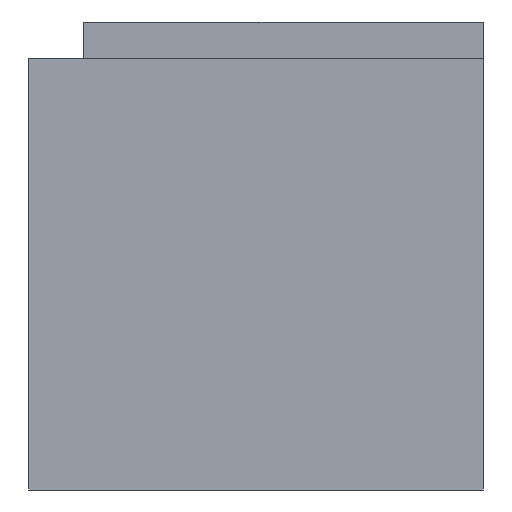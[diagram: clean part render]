
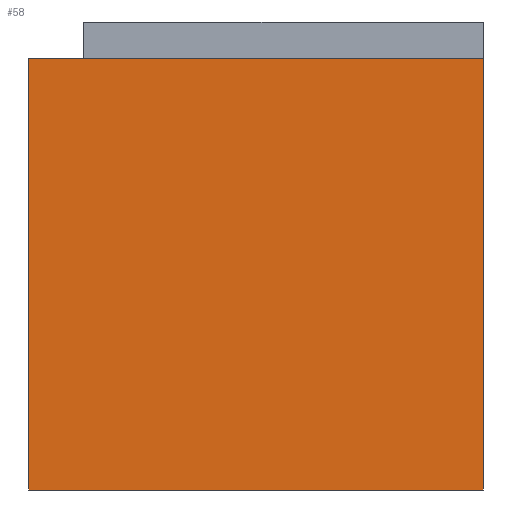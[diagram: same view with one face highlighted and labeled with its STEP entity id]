
A CAD part, left-side view. The second image highlights one B-rep face of the part: STEP entity #58.
In plain terms, the highlighted planar face has unit normal (-1, 0, 0).
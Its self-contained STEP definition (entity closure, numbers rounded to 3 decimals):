
#58 = ADVANCED_FACE( '', ( #132 ), #133, .T. );
#132 = FACE_OUTER_BOUND( '', #227, .T. );
#133 = PLANE( '', #228 );
#227 = EDGE_LOOP( '', ( #347, #348, #349, #350 ) );
#228 = AXIS2_PLACEMENT_3D( '', #351, #352, #353 );
#347 = ORIENTED_EDGE( '', *, *, #561, .F. );
#348 = ORIENTED_EDGE( '', *, *, #543, .T. );
#349 = ORIENTED_EDGE( '', *, *, #562, .T. );
#350 = ORIENTED_EDGE( '', *, *, #563, .F. );
#351 = CARTESIAN_POINT( '', ( -25., -12.385, 0. ) );
#352 = DIRECTION( '', ( -1., 0., 0. ) );
#353 = DIRECTION( '', ( 0., 0., 1. ) );
#543 = EDGE_CURVE( '', #643, #641, #644, .T. );
#561 = EDGE_CURVE( '', #643, #673, #674, .T. );
#562 = EDGE_CURVE( '', #641, #675, #676, .T. );
#563 = EDGE_CURVE( '', #673, #675, #677, .T. );
#641 = VERTEX_POINT( '', #783 );
#643 = VERTEX_POINT( '', #786 );
#644 = LINE( '', #787, #788 );
#673 = VERTEX_POINT( '', #829 );
#674 = LINE( '', #830, #831 );
#675 = VERTEX_POINT( '', #832 );
#676 = LINE( '', #833, #834 );
#677 = LINE( '', #835, #836 );
#783 = CARTESIAN_POINT( '', ( -25., -12.385, 0. ) );
#786 = CARTESIAN_POINT( '', ( -25., -12.385, -23.5 ) );
#787 = CARTESIAN_POINT( '', ( -25., -12.385, 0. ) );
#788 = VECTOR( '', #947, 1000. );
#829 = CARTESIAN_POINT( '', ( -25., 12.385, -23.5 ) );
#830 = CARTESIAN_POINT( '', ( -25., -12.385, -23.5 ) );
#831 = VECTOR( '', #966, 1000. );
#832 = CARTESIAN_POINT( '', ( -25., 12.385, 0. ) );
#833 = CARTESIAN_POINT( '', ( -25., -12.385, 0. ) );
#834 = VECTOR( '', #967, 1000. );
#835 = CARTESIAN_POINT( '', ( -25., 12.385, 0. ) );
#836 = VECTOR( '', #968, 1000. );
#947 = DIRECTION( '', ( 0., 0., 1. ) );
#966 = DIRECTION( '', ( 0., 1., 0. ) );
#967 = DIRECTION( '', ( 0., 1., 0. ) );
#968 = DIRECTION( '', ( 0., 0., 1. ) );
